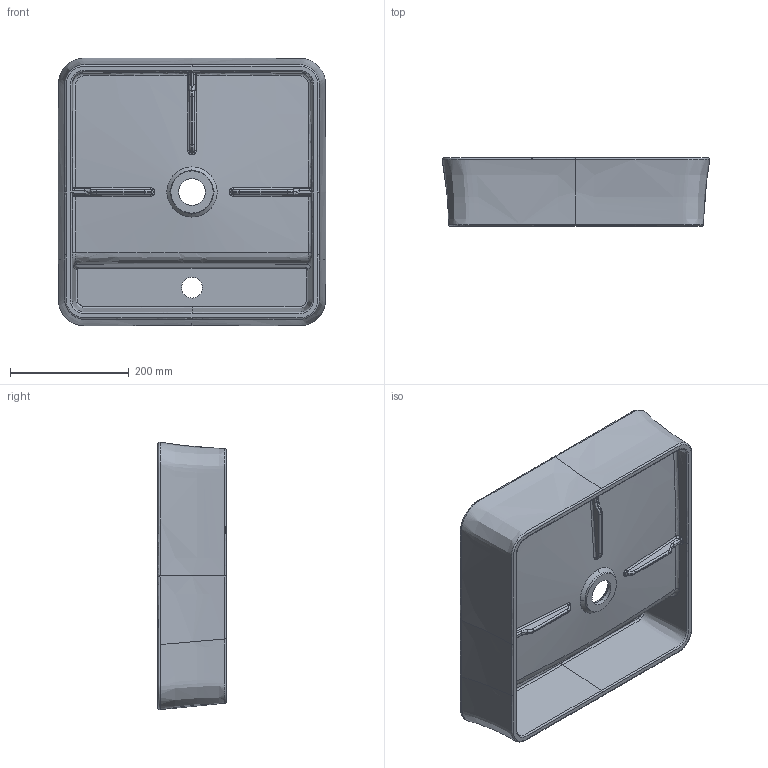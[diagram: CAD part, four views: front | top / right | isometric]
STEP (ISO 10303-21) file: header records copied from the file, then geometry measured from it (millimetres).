
FILE_DESCRIPTION(/* description */ (''),/* implementation_level */ '2;1');
FILE_NAME(/* name */ '1598 Sottile batraya banklı 45x45 lav reva.stp',/* time_stamp */ '2020-12-04T12:59:04+03:00',/* author */ (''),/* organization */ (''),/* preprocessor_version */ 'ST-DEVELOPER v16',/* originating_system */ 'SIEMENS PLM Software NX 11.0',/* authorisation */ '');
FILE_SCHEMA (('AUTOMOTIVE_DESIGN { 1 0 10303 214 3 1 1 1 }'));
Length unit declared in the file: millimetre
Products named in the file (1): Dell7598AF3Assix
Bounding box: 449.82 x 114.68 x 449.83 mm (x, y, z)
Volume: 4502697 mm3; surface area: 834437.8 mm2
Topology: 1 solids, 2 shells, 203 faces, 469 edges, 269 vertices
Faces by surface type: bspline 164, plane 19, cylinder 10, cone 7, torus 3
Full cylindrical faces by diameter (mm): 35 x1, 45 x1
Entity records: 31085 total; most frequent: CARTESIAN_POINT 27745, ORIENTED_EDGE 916, EDGE_CURVE 458, B_SPLINE_CURVE_WITH_KNOTS 326, DIRECTION 326, VERTEX_POINT 268, EDGE_LOOP 216, ADVANCED_FACE 203
